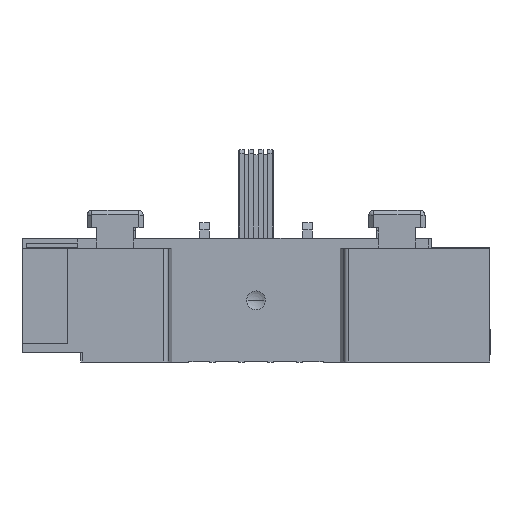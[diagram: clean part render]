
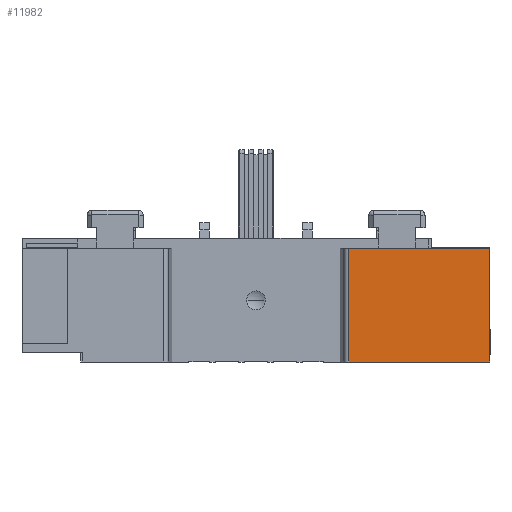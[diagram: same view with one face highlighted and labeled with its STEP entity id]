
A CAD part, front view. The second image highlights one B-rep face of the part: STEP entity #11982.
In plain terms, the highlighted planar face has unit normal (0, -1, 0).
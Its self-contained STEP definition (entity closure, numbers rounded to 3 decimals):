
#39 = CARTESIAN_POINT ( 'NONE',  ( 50., -6.4, -13.2 ) ) ;
#597 = LINE ( 'NONE', #7818, #17272 ) ;
#765 = ORIENTED_EDGE ( 'NONE', *, *, #4901, .F. ) ;
#1080 = CARTESIAN_POINT ( 'NONE',  ( 19.771, -6.4, -13.2 ) ) ;
#2719 = CARTESIAN_POINT ( 'NONE',  ( 50., -6.4, -6.2 ) ) ;
#3212 = PLANE ( 'NONE',  #9043 ) ;
#3402 = ORIENTED_EDGE ( 'NONE', *, *, #11510, .F. ) ;
#4486 = LINE ( 'NONE', #2719, #7355 ) ;
#4596 = DIRECTION ( 'NONE',  ( 0., 0., -1. ) ) ;
#4643 = DIRECTION ( 'NONE',  ( 0., -1., 0. ) ) ;
#4901 = EDGE_CURVE ( 'NONE', #14357, #6864, #4486, .T. ) ;
#5722 = DIRECTION ( 'NONE',  ( 1., 0., 0. ) ) ;
#5940 = DIRECTION ( 'NONE',  ( 0., 0., -1. ) ) ;
#6396 = LINE ( 'NONE', #13588, #17178 ) ;
#6772 = DIRECTION ( 'NONE',  ( -1., 0., 0. ) ) ;
#6864 = VERTEX_POINT ( 'NONE', #39 ) ;
#7355 = VECTOR ( 'NONE', #4596, 1000. ) ;
#7818 = CARTESIAN_POINT ( 'NONE',  ( 19.771, -6.4, -6.2 ) ) ;
#8930 = VERTEX_POINT ( 'NONE', #15022 ) ;
#9043 = AXIS2_PLACEMENT_3D ( 'NONE', #15537, #4643, #6772 ) ;
#9083 = ORIENTED_EDGE ( 'NONE', *, *, #21043, .F. ) ;
#11510 = EDGE_CURVE ( 'NONE', #6864, #17209, #6396, .T. ) ;
#11852 = FACE_OUTER_BOUND ( 'NONE', #15500, .T. ) ;
#11982 = ADVANCED_FACE ( 'NONE', ( #11852 ), #3212, .T. ) ;
#12461 = LINE ( 'NONE', #21464, #21392 ) ;
#12780 = EDGE_CURVE ( 'NONE', #8930, #17209, #597, .T. ) ;
#13588 = CARTESIAN_POINT ( 'NONE',  ( 0., -6.4, -13.2 ) ) ;
#14357 = VERTEX_POINT ( 'NONE', #21907 ) ;
#15022 = CARTESIAN_POINT ( 'NONE',  ( 19.771, -6.4, 11.126 ) ) ;
#15500 = EDGE_LOOP ( 'NONE', ( #9083, #15545, #3402, #765 ) ) ;
#15537 = CARTESIAN_POINT ( 'NONE',  ( 0., -6.4, -6.2 ) ) ;
#15545 = ORIENTED_EDGE ( 'NONE', *, *, #12780, .T. ) ;
#17178 = VECTOR ( 'NONE', #19640, 1000. ) ;
#17209 = VERTEX_POINT ( 'NONE', #1080 ) ;
#17272 = VECTOR ( 'NONE', #5940, 1000. ) ;
#19640 = DIRECTION ( 'NONE',  ( -1., 0., 0. ) ) ;
#21043 = EDGE_CURVE ( 'NONE', #8930, #14357, #12461, .T. ) ;
#21392 = VECTOR ( 'NONE', #5722, 1000. ) ;
#21464 = CARTESIAN_POINT ( 'NONE',  ( 19.771, -6.4, 11.126 ) ) ;
#21907 = CARTESIAN_POINT ( 'NONE',  ( 50., -6.4, 11.126 ) ) ;
